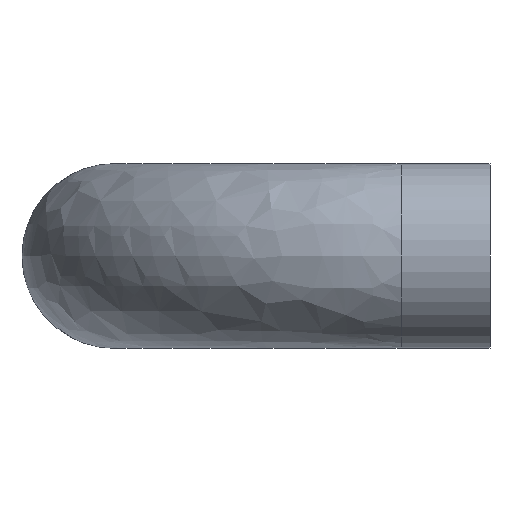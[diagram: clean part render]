
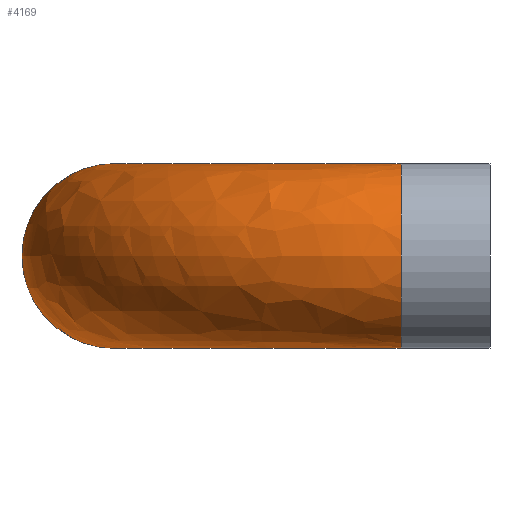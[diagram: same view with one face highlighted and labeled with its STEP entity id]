
A CAD part, left-side view. The second image highlights one B-rep face of the part: STEP entity #4169.
In plain terms, the highlighted free-form (B-spline) face has degree [3, 3] with [7, 7] control points.
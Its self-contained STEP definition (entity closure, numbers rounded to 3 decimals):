
#30 =( BOUNDED_CURVE ( )  B_SPLINE_CURVE ( 3, ( #7261, #3935, #5990, #6629 ),
 .UNSPECIFIED., .F., .T. ) 
 B_SPLINE_CURVE_WITH_KNOTS ( ( 4, 4 ),
 ( 0., 1. ),
 .UNSPECIFIED. ) 
 CURVE ( )  GEOMETRIC_REPRESENTATION_ITEM ( )  RATIONAL_B_SPLINE_CURVE ( ( 1., 0.796, 0.796, 1. ) ) 
 REPRESENTATION_ITEM ( '' )  );
#250 = CARTESIAN_POINT ( 'NONE',  ( 2.156, 232.799, -38.1 ) ) ;
#292 = CARTESIAN_POINT ( 'NONE',  ( 114.126, 155., 38.1 ) ) ;
#331 = CARTESIAN_POINT ( 'NONE',  ( 73.729, 59.555, 38.1 ) ) ;
#353 =( BOUNDED_SURFACE ( )  B_SPLINE_SURFACE ( 3, 3, ( 
 ( #7470, #6914, #1580, #4308, #8154, #4266, #5596 ),
 ( #372, #1745, #6156, #6955, #331, #4352, #7510 ),
 ( #4830, #6195, #5552, #3624, #8199, #2938, #3584 ),
 ( #7427, #4186, #5471, #2383, #2980, #935, #413 ),
 ( #4227, #1661, #8073, #2302, #1061, #250, #4993 ),
 ( #6873, #1105, #1017, #2341, #4952, #7591, #7551 ),
 ( #1702, #3671, #6279, #2857, #3543, #3019, #292 ) ),
 .UNSPECIFIED., .T., .F., .T. ) 
 B_SPLINE_SURFACE_WITH_KNOTS ( ( 4, 3, 4 ),
 ( 4, 3, 4 ),
 ( 0., 0.5, 1. ),
 ( -0.01, 0., 1. ),
 .UNSPECIFIED. ) 
 GEOMETRIC_REPRESENTATION_ITEM ( )  RATIONAL_B_SPLINE_SURFACE ( (
 ( 1., 1., 1., 1., 0.796, 0.796, 1.),
 ( 0.333, 0.333, 0.333, 0.333, 0.265, 0.265, 0.333),
 ( 0.333, 0.333, 0.333, 0.333, 0.265, 0.265, 0.333),
 ( 1., 1., 1., 1., 0.796, 0.796, 1.),
 ( 0.333, 0.333, 0.333, 0.333, 0.265, 0.265, 0.333),
 ( 0.333, 0.333, 0.333, 0.333, 0.265, 0.265, 0.333),
 ( 1., 1., 1., 1., 0.796, 0.796, 1.) ) ) 
 REPRESENTATION_ITEM ( '' )  SURFACE ( )  );
#372 = CARTESIAN_POINT ( 'NONE',  ( 76.259, 36.154, 38.1 ) ) ;
#383 = CARTESIAN_POINT ( 'NONE',  ( 0., 36.7, 38.1 ) ) ;
#413 = CARTESIAN_POINT ( 'NONE',  ( 114.126, 155., -38.1 ) ) ;
#577 = CARTESIAN_POINT ( 'NONE',  ( 0., 36.7, 0. ) ) ;
#799 = CIRCLE ( 'NONE', #8169, 38.1 ) ;
#935 = CARTESIAN_POINT ( 'NONE',  ( 45.309, 155., -38.1 ) ) ;
#975 = CARTESIAN_POINT ( 'NONE',  ( 114.126, 155., 38.1 ) ) ;
#1017 = CARTESIAN_POINT ( 'NONE',  ( -76.18, 35.787, 38.1 ) ) ;
#1061 = CARTESIAN_POINT ( 'NONE',  ( -78.671, 151.391, -38.1 ) ) ;
#1105 = CARTESIAN_POINT ( 'NONE',  ( -76.161, 34.874, 38.1 ) ) ;
#1209 = VERTEX_POINT ( 'NONE', #383 ) ;
#1340 = VERTEX_POINT ( 'NONE', #7116 ) ;
#1358 = EDGE_CURVE ( 'NONE', #1340, #1209, #799, .T. ) ;
#1580 = CARTESIAN_POINT ( 'NONE',  ( 0.02, 36.152, 38.1 ) ) ;
#1620 = CARTESIAN_POINT ( 'NONE',  ( -2.471, 105.473, 38.1 ) ) ;
#1661 = CARTESIAN_POINT ( 'NONE',  ( -76.161, 34.874, -38.1 ) ) ;
#1702 = CARTESIAN_POINT ( 'NONE',  ( 0.059, 35.057, 38.1 ) ) ;
#1745 = CARTESIAN_POINT ( 'NONE',  ( 76.239, 36.336, 38.1 ) ) ;
#1901 = CARTESIAN_POINT ( 'NONE',  ( 114.126, 155., -38.1 ) ) ;
#2029 = CIRCLE ( 'NONE', #6674, 38.1 ) ;
#2035 = EDGE_CURVE ( 'NONE', #1340, #6002, #30, .T. ) ;
#2302 = CARTESIAN_POINT ( 'NONE',  ( -76.2, 36.7, -38.1 ) ) ;
#2341 = CARTESIAN_POINT ( 'NONE',  ( -76.2, 36.7, 38.1 ) ) ;
#2383 = CARTESIAN_POINT ( 'NONE',  ( 0., 36.7, -38.1 ) ) ;
#2492 = ORIENTED_EDGE ( 'NONE', *, *, #1358, .T. ) ;
#2575 = ORIENTED_EDGE ( 'NONE', *, *, #2035, .F. ) ;
#2857 = CARTESIAN_POINT ( 'NONE',  ( 0., 36.7, 38.1 ) ) ;
#2871 = CARTESIAN_POINT ( 'NONE',  ( 114.126, 155., 0. ) ) ;
#2938 = CARTESIAN_POINT ( 'NONE',  ( 88.462, 77.201, -38.1 ) ) ;
#2980 = CARTESIAN_POINT ( 'NONE',  ( -2.471, 105.473, -38.1 ) ) ;
#3019 = CARTESIAN_POINT ( 'NONE',  ( 45.309, 155., 38.1 ) ) ;
#3183 = DIRECTION ( 'NONE',  ( 0., 0., 1. ) ) ;
#3543 = CARTESIAN_POINT ( 'NONE',  ( -2.471, 105.473, 38.1 ) ) ;
#3584 = CARTESIAN_POINT ( 'NONE',  ( 111.391, 78.849, -38.1 ) ) ;
#3624 = CARTESIAN_POINT ( 'NONE',  ( 76.2, 36.7, -38.1 ) ) ;
#3671 = CARTESIAN_POINT ( 'NONE',  ( 0.039, 35.605, 38.1 ) ) ;
#3935 = CARTESIAN_POINT ( 'NONE',  ( -2.471, 105.473, -38.1 ) ) ;
#4154 = ORIENTED_EDGE ( 'NONE', *, *, #7610, .F. ) ;
#4157 = CARTESIAN_POINT ( 'NONE',  ( 114.126, 155., 38.1 ) ) ;
#4169 = ADVANCED_FACE ( 'NONE', ( #6795 ), #353, .T. ) ;
#4186 = CARTESIAN_POINT ( 'NONE',  ( 0.039, 35.605, -38.1 ) ) ;
#4227 = CARTESIAN_POINT ( 'NONE',  ( -76.141, 33.96, -38.1 ) ) ;
#4266 = CARTESIAN_POINT ( 'NONE',  ( 45.309, 155., 38.1 ) ) ;
#4308 = CARTESIAN_POINT ( 'NONE',  ( 0., 36.7, 38.1 ) ) ;
#4352 = CARTESIAN_POINT ( 'NONE',  ( 88.462, 77.201, 38.1 ) ) ;
#4431 = EDGE_CURVE ( 'NONE', #1209, #7143, #5881, .T. ) ;
#4598 = DIRECTION ( 'NONE',  ( 0.999, -0.036, 0. ) ) ;
#4830 = CARTESIAN_POINT ( 'NONE',  ( 76.259, 36.154, -38.1 ) ) ;
#4871 = CARTESIAN_POINT ( 'NONE',  ( 0., 36.7, 38.1 ) ) ;
#4952 = CARTESIAN_POINT ( 'NONE',  ( -78.671, 151.391, 38.1 ) ) ;
#4993 = CARTESIAN_POINT ( 'NONE',  ( 116.862, 231.151, -38.1 ) ) ;
#5471 = CARTESIAN_POINT ( 'NONE',  ( 0.02, 36.152, -38.1 ) ) ;
#5552 = CARTESIAN_POINT ( 'NONE',  ( 76.22, 36.518, -38.1 ) ) ;
#5596 = CARTESIAN_POINT ( 'NONE',  ( 114.126, 155., 38.1 ) ) ;
#5675 = DIRECTION ( 'NONE',  ( 0., 1., 0. ) ) ;
#5881 =( BOUNDED_CURVE ( )  B_SPLINE_CURVE ( 3, ( #4871, #1620, #6835, #975 ),
 .UNSPECIFIED., .F., .T. ) 
 B_SPLINE_CURVE_WITH_KNOTS ( ( 4, 4 ),
 ( 0., 1. ),
 .UNSPECIFIED. ) 
 CURVE ( )  GEOMETRIC_REPRESENTATION_ITEM ( )  RATIONAL_B_SPLINE_CURVE ( ( 1., 0.796, 0.796, 1. ) ) 
 REPRESENTATION_ITEM ( '' )  );
#5990 = CARTESIAN_POINT ( 'NONE',  ( 45.309, 155., -38.1 ) ) ;
#6002 = VERTEX_POINT ( 'NONE', #1901 ) ;
#6156 = CARTESIAN_POINT ( 'NONE',  ( 76.22, 36.518, 38.1 ) ) ;
#6195 = CARTESIAN_POINT ( 'NONE',  ( 76.239, 36.336, -38.1 ) ) ;
#6279 = CARTESIAN_POINT ( 'NONE',  ( 0.02, 36.152, 38.1 ) ) ;
#6467 = ORIENTED_EDGE ( 'NONE', *, *, #4431, .T. ) ;
#6629 = CARTESIAN_POINT ( 'NONE',  ( 114.126, 155., -38.1 ) ) ;
#6674 = AXIS2_PLACEMENT_3D ( 'NONE', #2871, #4598, #8087 ) ;
#6795 = FACE_OUTER_BOUND ( 'NONE', #8348, .T. ) ;
#6835 = CARTESIAN_POINT ( 'NONE',  ( 45.309, 155., 38.1 ) ) ;
#6873 = CARTESIAN_POINT ( 'NONE',  ( -76.141, 33.96, 38.1 ) ) ;
#6914 = CARTESIAN_POINT ( 'NONE',  ( 0.039, 35.605, 38.1 ) ) ;
#6955 = CARTESIAN_POINT ( 'NONE',  ( 76.2, 36.7, 38.1 ) ) ;
#7116 = CARTESIAN_POINT ( 'NONE',  ( 0., 36.7, -38.1 ) ) ;
#7143 = VERTEX_POINT ( 'NONE', #4157 ) ;
#7261 = CARTESIAN_POINT ( 'NONE',  ( 0., 36.7, -38.1 ) ) ;
#7427 = CARTESIAN_POINT ( 'NONE',  ( 0.059, 35.057, -38.1 ) ) ;
#7470 = CARTESIAN_POINT ( 'NONE',  ( 0.059, 35.057, 38.1 ) ) ;
#7510 = CARTESIAN_POINT ( 'NONE',  ( 111.391, 78.849, 38.1 ) ) ;
#7551 = CARTESIAN_POINT ( 'NONE',  ( 116.862, 231.151, 38.1 ) ) ;
#7591 = CARTESIAN_POINT ( 'NONE',  ( 2.156, 232.799, 38.1 ) ) ;
#7610 = EDGE_CURVE ( 'NONE', #6002, #7143, #2029, .T. ) ;
#8073 = CARTESIAN_POINT ( 'NONE',  ( -76.18, 35.787, -38.1 ) ) ;
#8087 = DIRECTION ( 'NONE',  ( 0., 0., 1. ) ) ;
#8154 = CARTESIAN_POINT ( 'NONE',  ( -2.471, 105.473, 38.1 ) ) ;
#8169 = AXIS2_PLACEMENT_3D ( 'NONE', #577, #5675, #3183 ) ;
#8199 = CARTESIAN_POINT ( 'NONE',  ( 73.729, 59.555, -38.1 ) ) ;
#8348 = EDGE_LOOP ( 'NONE', ( #2575, #2492, #6467, #4154 ) ) ;
